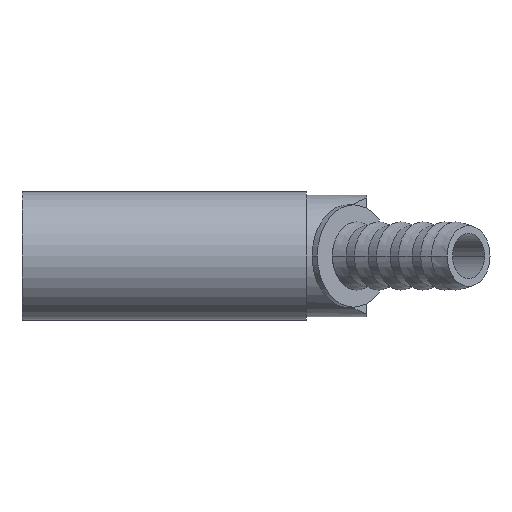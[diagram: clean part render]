
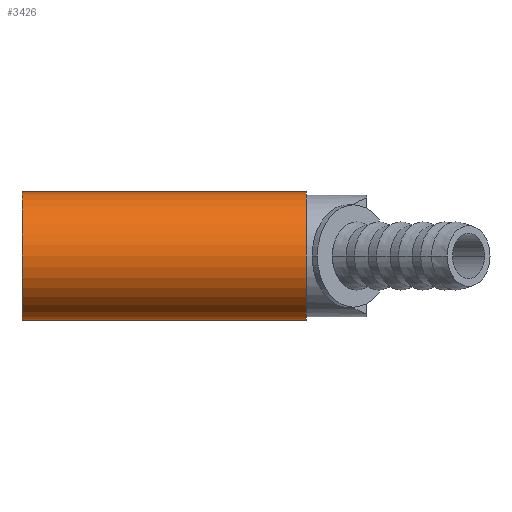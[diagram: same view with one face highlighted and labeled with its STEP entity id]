
A CAD part, front view. The second image highlights one B-rep face of the part: STEP entity #3426.
In plain terms, the highlighted cylindrical face has radius 8.5 mm (diameter 17 mm), a partial arc.
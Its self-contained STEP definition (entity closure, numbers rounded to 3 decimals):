
#229 = ORIENTED_EDGE ( 'NONE', *, *, #7934, .F. ) ;
#556 = AXIS2_PLACEMENT_3D ( 'NONE', #8124, #1399, #2060 ) ;
#576 = VERTEX_POINT ( 'NONE', #1017 ) ;
#582 = CARTESIAN_POINT ( 'NONE',  ( 0., 0., -8.5 ) ) ;
#693 = CYLINDRICAL_SURFACE ( 'NONE', #556, 8.5 ) ;
#1017 = CARTESIAN_POINT ( 'NONE',  ( 0., 0., -8.5 ) ) ;
#1098 = CARTESIAN_POINT ( 'NONE',  ( 37.5, 0., 0. ) ) ;
#1131 = CARTESIAN_POINT ( 'NONE',  ( 37.5, 0., 8.5 ) ) ;
#1136 = CARTESIAN_POINT ( 'NONE',  ( 0., 0., 8.5 ) ) ;
#1396 = EDGE_CURVE ( 'NONE', #2703, #7971, #3130, .T. ) ;
#1399 = DIRECTION ( 'NONE',  ( -1., 0., 0. ) ) ;
#1658 = DIRECTION ( 'NONE',  ( -1., 0., 0. ) ) ;
#1785 = VERTEX_POINT ( 'NONE', #3506 ) ;
#2060 = DIRECTION ( 'NONE',  ( 0., 0., 1. ) ) ;
#2089 = VECTOR ( 'NONE', #3975, 1000. ) ;
#2592 = EDGE_CURVE ( 'NONE', #576, #7971, #2811, .T. ) ;
#2703 = VERTEX_POINT ( 'NONE', #1131 ) ;
#2811 = CIRCLE ( 'NONE', #3946, 8.5 ) ;
#3130 = LINE ( 'NONE', #1136, #2089 ) ;
#3236 = EDGE_LOOP ( 'NONE', ( #229, #7515, #6863, #5848 ) ) ;
#3293 = EDGE_CURVE ( 'NONE', #1785, #2703, #4799, .T. ) ;
#3364 = CARTESIAN_POINT ( 'NONE',  ( 0., 0., 8.5 ) ) ;
#3426 = ADVANCED_FACE ( 'NONE', ( #8081 ), #693, .T. ) ;
#3506 = CARTESIAN_POINT ( 'NONE',  ( 37.5, 0., -8.5 ) ) ;
#3946 = AXIS2_PLACEMENT_3D ( 'NONE', #6356, #1658, #7636 ) ;
#3975 = DIRECTION ( 'NONE',  ( -1., 0., 0. ) ) ;
#4092 = AXIS2_PLACEMENT_3D ( 'NONE', #1098, #7903, #7856 ) ;
#4782 = LINE ( 'NONE', #582, #6375 ) ;
#4799 = CIRCLE ( 'NONE', #4092, 8.5 ) ;
#5848 = ORIENTED_EDGE ( 'NONE', *, *, #2592, .F. ) ;
#6356 = CARTESIAN_POINT ( 'NONE',  ( 0., 0., 0. ) ) ;
#6375 = VECTOR ( 'NONE', #8052, 1000. ) ;
#6863 = ORIENTED_EDGE ( 'NONE', *, *, #1396, .T. ) ;
#7515 = ORIENTED_EDGE ( 'NONE', *, *, #3293, .T. ) ;
#7636 = DIRECTION ( 'NONE',  ( 0., 0., 1. ) ) ;
#7856 = DIRECTION ( 'NONE',  ( 0., 0., 1. ) ) ;
#7903 = DIRECTION ( 'NONE',  ( -1., 0., 0. ) ) ;
#7934 = EDGE_CURVE ( 'NONE', #1785, #576, #4782, .T. ) ;
#7971 = VERTEX_POINT ( 'NONE', #3364 ) ;
#8052 = DIRECTION ( 'NONE',  ( -1., 0., 0. ) ) ;
#8081 = FACE_OUTER_BOUND ( 'NONE', #3236, .T. ) ;
#8124 = CARTESIAN_POINT ( 'NONE',  ( 0., 0., 0. ) ) ;
